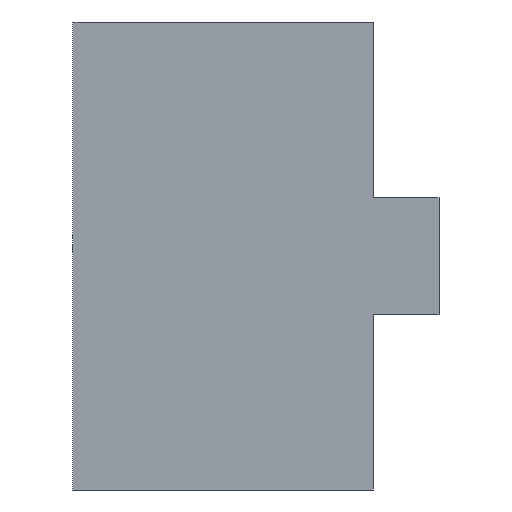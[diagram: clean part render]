
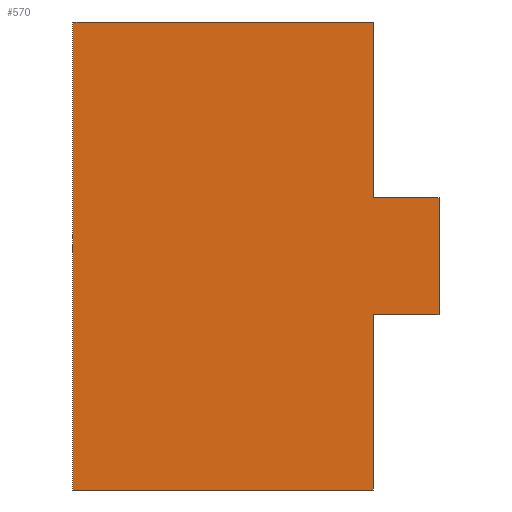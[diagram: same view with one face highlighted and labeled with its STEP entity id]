
A CAD part, left-side view. The second image highlights one B-rep face of the part: STEP entity #570.
In plain terms, the highlighted planar face has unit normal (-1, 0, 0).
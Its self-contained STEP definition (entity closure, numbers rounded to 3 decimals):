
#16 = VECTOR ( 'NONE', #378, 1000. ) ;
#19 = VERTEX_POINT ( 'NONE', #446 ) ;
#35 = CARTESIAN_POINT ( 'NONE',  ( -10., -18., -32. ) ) ;
#46 = VECTOR ( 'NONE', #413, 1000. ) ;
#55 = CARTESIAN_POINT ( 'NONE',  ( -10., 0., 8. ) ) ;
#58 = VERTEX_POINT ( 'NONE', #665 ) ;
#70 = EDGE_LOOP ( 'NONE', ( #131, #589, #360, #305, #98, #326, #226, #673 ) ) ;
#79 = EDGE_CURVE ( 'NONE', #19, #584, #373, .T. ) ;
#85 = LINE ( 'NONE', #144, #499 ) ;
#98 = ORIENTED_EDGE ( 'NONE', *, *, #375, .T. ) ;
#107 = CARTESIAN_POINT ( 'NONE',  ( -10., -27., -8. ) ) ;
#109 = VECTOR ( 'NONE', #380, 1000. ) ;
#121 = VERTEX_POINT ( 'NONE', #35 ) ;
#126 = DIRECTION ( 'NONE',  ( 0., 0., 1. ) ) ;
#129 = EDGE_CURVE ( 'NONE', #186, #540, #332, .T. ) ;
#131 = ORIENTED_EDGE ( 'NONE', *, *, #620, .F. ) ;
#132 = DIRECTION ( 'NONE',  ( 0., 1., 0. ) ) ;
#136 = CARTESIAN_POINT ( 'NONE',  ( -10., -18., -8. ) ) ;
#144 = CARTESIAN_POINT ( 'NONE',  ( -10., 0., -8. ) ) ;
#149 = DIRECTION ( 'NONE',  ( 0., -1., 0. ) ) ;
#166 = VERTEX_POINT ( 'NONE', #136 ) ;
#173 = LINE ( 'NONE', #453, #495 ) ;
#180 = EDGE_CURVE ( 'NONE', #359, #58, #444, .T. ) ;
#183 = DIRECTION ( 'NONE',  ( -1., 0., 0. ) ) ;
#185 = CARTESIAN_POINT ( 'NONE',  ( -10., 0., 32. ) ) ;
#186 = VERTEX_POINT ( 'NONE', #370 ) ;
#216 = FACE_OUTER_BOUND ( 'NONE', #70, .T. ) ;
#226 = ORIENTED_EDGE ( 'NONE', *, *, #605, .T. ) ;
#233 = LINE ( 'NONE', #185, #386 ) ;
#243 = CARTESIAN_POINT ( 'NONE',  ( -10., 0., 0. ) ) ;
#244 = DIRECTION ( 'NONE',  ( 0., 0., 1. ) ) ;
#247 = CARTESIAN_POINT ( 'NONE',  ( -10., 23.052, 0. ) ) ;
#255 = CARTESIAN_POINT ( 'NONE',  ( -10., -18., 0. ) ) ;
#262 = EDGE_CURVE ( 'NONE', #166, #359, #85, .T. ) ;
#294 = DIRECTION ( 'NONE',  ( 0., 1., 0. ) ) ;
#305 = ORIENTED_EDGE ( 'NONE', *, *, #180, .T. ) ;
#326 = ORIENTED_EDGE ( 'NONE', *, *, #79, .T. ) ;
#332 = LINE ( 'NONE', #247, #46 ) ;
#359 = VERTEX_POINT ( 'NONE', #107 ) ;
#360 = ORIENTED_EDGE ( 'NONE', *, *, #262, .T. ) ;
#370 = CARTESIAN_POINT ( 'NONE',  ( -10., 23.052, -32. ) ) ;
#373 = LINE ( 'NONE', #255, #459 ) ;
#375 = EDGE_CURVE ( 'NONE', #58, #19, #397, .T. ) ;
#378 = DIRECTION ( 'NONE',  ( 0., 0., 1. ) ) ;
#380 = DIRECTION ( 'NONE',  ( 0., 1., 0. ) ) ;
#386 = VECTOR ( 'NONE', #132, 1000. ) ;
#393 = AXIS2_PLACEMENT_3D ( 'NONE', #243, #183, #126 ) ;
#397 = LINE ( 'NONE', #55, #109 ) ;
#413 = DIRECTION ( 'NONE',  ( 0., 0., 1. ) ) ;
#418 = EDGE_CURVE ( 'NONE', #121, #166, #480, .T. ) ;
#419 = DIRECTION ( 'NONE',  ( 0., 0., 1. ) ) ;
#444 = LINE ( 'NONE', #679, #471 ) ;
#446 = CARTESIAN_POINT ( 'NONE',  ( -10., -18., 8. ) ) ;
#453 = CARTESIAN_POINT ( 'NONE',  ( -10., 0., -32. ) ) ;
#459 = VECTOR ( 'NONE', #244, 1000. ) ;
#471 = VECTOR ( 'NONE', #419, 1000. ) ;
#480 = LINE ( 'NONE', #533, #16 ) ;
#495 = VECTOR ( 'NONE', #294, 1000. ) ;
#499 = VECTOR ( 'NONE', #149, 1000. ) ;
#509 = CARTESIAN_POINT ( 'NONE',  ( -10., -18., 32. ) ) ;
#533 = CARTESIAN_POINT ( 'NONE',  ( -10., -18., 0. ) ) ;
#540 = VERTEX_POINT ( 'NONE', #544 ) ;
#544 = CARTESIAN_POINT ( 'NONE',  ( -10., 23.052, 32. ) ) ;
#570 = ADVANCED_FACE ( 'NONE', ( #216 ), #654, .T. ) ;
#584 = VERTEX_POINT ( 'NONE', #509 ) ;
#589 = ORIENTED_EDGE ( 'NONE', *, *, #418, .T. ) ;
#605 = EDGE_CURVE ( 'NONE', #584, #540, #233, .T. ) ;
#620 = EDGE_CURVE ( 'NONE', #121, #186, #173, .T. ) ;
#654 = PLANE ( 'NONE',  #393 ) ;
#665 = CARTESIAN_POINT ( 'NONE',  ( -10., -27., 8. ) ) ;
#673 = ORIENTED_EDGE ( 'NONE', *, *, #129, .F. ) ;
#679 = CARTESIAN_POINT ( 'NONE',  ( -10., -27., 0. ) ) ;
